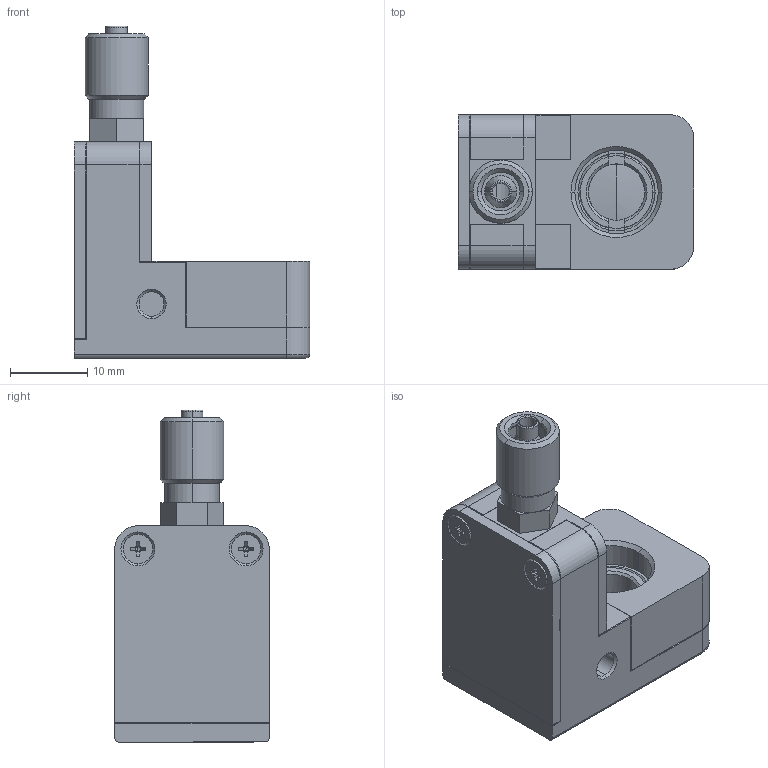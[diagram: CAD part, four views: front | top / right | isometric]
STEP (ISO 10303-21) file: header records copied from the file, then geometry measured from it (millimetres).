
FILE_DESCRIPTION (( 'STEP AP214' ), '1' );
FILE_NAME ('9C007 Luftblasvorsatz.STEP', '2006-09-13T12:49:40', ( 'ab' ), ( '' ), 'SwSTEP 2.0', 'SolidWorks 2006104', '' );
FILE_SCHEMA (( 'AUTOMOTIVE_DESIGN' ));
Length unit declared in the file: millimetre
Products named in the file (11): 1C018 Linsenring; 1C010SI-Linse; 1C021 Einschraubring-CF; KS-Se-Schraube_ISO 7046-1- M2 x 4; 1C020 Sensoraufnahme-LBV; KS-Se-Schraube_ISO 7046-1 - M2 x 6 - Z --- 6N; 9C007 Luftblasvorsatz; 1C023 Bodenplatte; 9C006 Einschraublinse; 1C022 Luftkanal-LBV; T015 Einschraubverschraubung M5
Assembly tree (15 placements, depth 3):
  9C007 Luftblasvorsatz
    KS-Se-Schraube_ISO 7046-1- M2 x 4  x5
    1C023 Bodenplatte
    T015 Einschraubverschraubung M5
    9C006 Einschraublinse
      1C021 Einschraubring-CF
      1C018 Linsenring
      1C010SI-Linse
    1C020 Sensoraufnahme-LBV
    KS-Se-Schraube_ISO 7046-1 - M2 x 6 - Z --- 6N  x2
    1C022 Luftkanal-LBV
Bounding box: 30.5 x 20 x 43 mm (x, y, z)
Volume: 9558.8 mm3; surface area: 9251 mm2
Topology: 14 solids, 14 shells, 605 faces, 1437 edges, 852 vertices
Faces by surface type: plane 273, cone 171, cylinder 127, torus 32, sphere 2
Entity records: 12228 total; most frequent: DIRECTION 2141, CARTESIAN_POINT 2126, ORIENTED_EDGE 1914, EDGE_CURVE 957, AXIS2_PLACEMENT_3D 809, VERTEX_POINT 582, VECTOR 523, LINE 523
